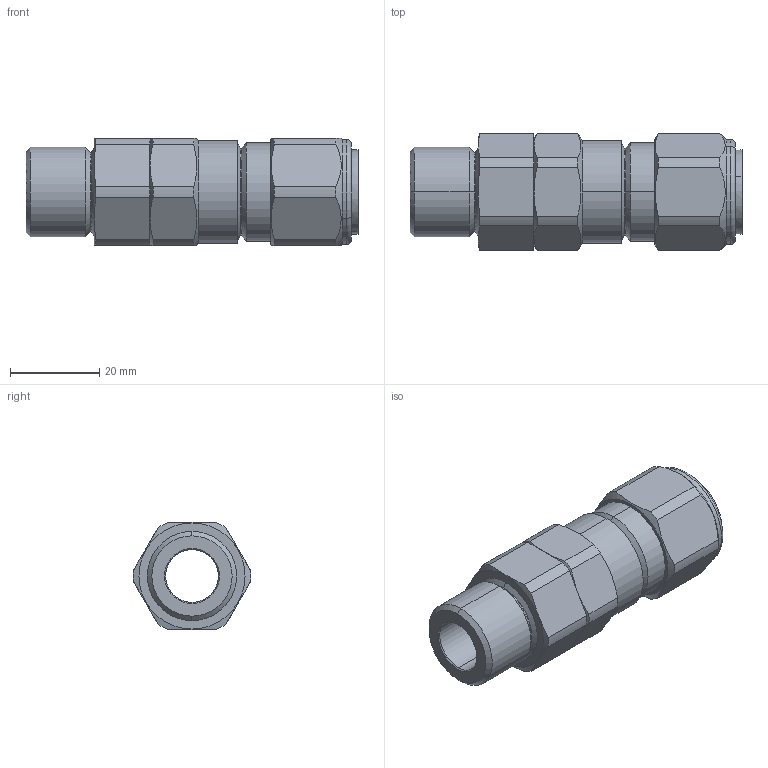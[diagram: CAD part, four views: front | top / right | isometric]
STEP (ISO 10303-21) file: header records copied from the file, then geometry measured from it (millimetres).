
FILE_DESCRIPTION (( 'STEP AP203' ), '1' );
FILE_NAME ('20STE1FU1RA.STEP', '2021-05-12T14:46:44', ( '' ), ( '' ), 'SwSTEP 2.0', 'SolidWorks 2017', '' );
FILE_SCHEMA (( 'CONFIG_CONTROL_DESIGN' ));
Length unit declared in the file: millimetre
Products named in the file (1): 20STE1FU1RA
Bounding box: 74.45 x 26.39 x 24 mm (x, y, z)
Volume: 20092.9 mm3; surface area: 10018.7 mm2
Topology: 1 solids, 1 shells, 105 faces, 244 edges, 148 vertices
Faces by surface type: cylinder 36, plane 33, cone 32, torus 4
Entity records: 3251 total; most frequent: CARTESIAN_POINT 782, DIRECTION 520, ORIENTED_EDGE 488, EDGE_CURVE 244, AXIS2_PLACEMENT_3D 214, VERTEX_POINT 148, EDGE_LOOP 114, CIRCLE 108
